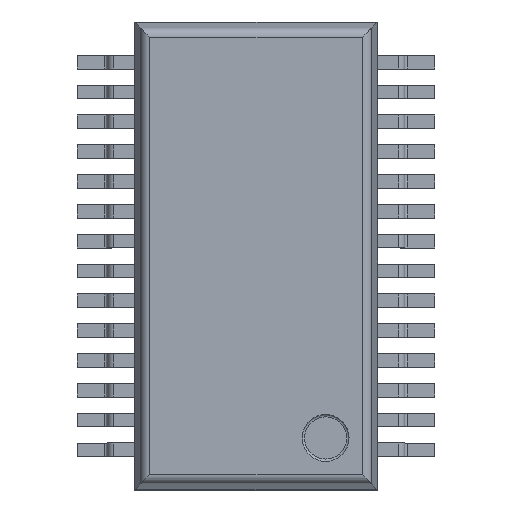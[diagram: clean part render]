
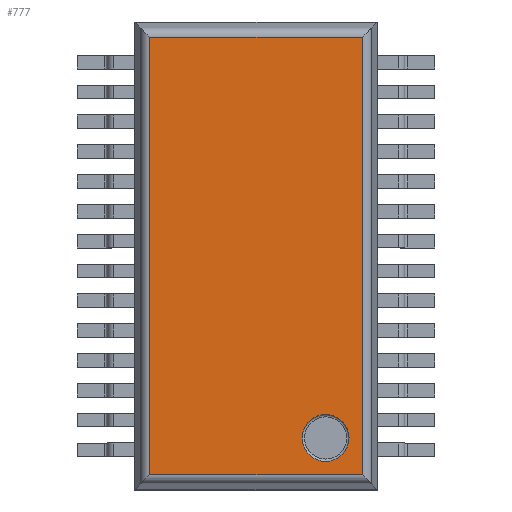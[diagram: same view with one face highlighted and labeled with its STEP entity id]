
A CAD part, top view. The second image highlights one B-rep face of the part: STEP entity #777.
In plain terms, the highlighted face is planar.
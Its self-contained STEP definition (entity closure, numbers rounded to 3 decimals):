
#140=CARTESIAN_POINT('',(1.642,0.0,9.068));
#141=VERTEX_POINT('',#140);
#142=CARTESIAN_POINT('',(1.132,0.0,9.068));
#143=DIRECTION('',(0.0,1.0,0.0));
#144=DIRECTION('',(-1.0,0.0,0.0));
#145=AXIS2_PLACEMENT_3D('',#142,#143,#144);
#146=CIRCLE('',#145,0.51);
#147=EDGE_CURVE('',#141,#141,#146,.T.);
#651=CARTESIAN_POINT('',(4.968,0.0,9.868));
#652=VERTEX_POINT('',#651);
#653=CARTESIAN_POINT('',(4.968,0.0,0.332));
#654=VERTEX_POINT('',#653);
#655=CARTESIAN_POINT('',(4.968,0.0,9.868));
#656=DIRECTION('',(0.0,0.0,-1.0));
#657=VECTOR('',#656,9.536);
#658=LINE('',#655,#657);
#659=EDGE_CURVE('',#652,#654,#658,.T.);
#684=CARTESIAN_POINT('',(0.332,0.0,9.868));
#685=VERTEX_POINT('',#684);
#686=CARTESIAN_POINT('',(0.332,0.0,9.868));
#687=DIRECTION('',(1.0,0.0,0.0));
#688=VECTOR('',#687,4.636);
#689=LINE('',#686,#688);
#690=EDGE_CURVE('',#685,#652,#689,.T.);
#714=CARTESIAN_POINT('',(0.332,0.0,0.332));
#715=VERTEX_POINT('',#714);
#716=CARTESIAN_POINT('',(0.332,0.0,0.332));
#717=DIRECTION('',(0.0,0.0,1.0));
#718=VECTOR('',#717,9.536);
#719=LINE('',#716,#718);
#720=EDGE_CURVE('',#715,#685,#719,.T.);
#739=CARTESIAN_POINT('',(4.968,0.0,0.332));
#740=DIRECTION('',(-1.0,0.0,0.0));
#741=VECTOR('',#740,4.636);
#742=LINE('',#739,#741);
#743=EDGE_CURVE('',#654,#715,#742,.T.);
#763=CARTESIAN_POINT('',(5.3,0.0,0.0));
#764=DIRECTION('',(0.0,-1.0,0.0));
#765=DIRECTION('',(0.0,0.0,-1.0));
#766=AXIS2_PLACEMENT_3D('',#763,#764,#765);
#767=PLANE('',#766);
#768=ORIENTED_EDGE('',*,*,#659,.F.);
#769=ORIENTED_EDGE('',*,*,#690,.F.);
#770=ORIENTED_EDGE('',*,*,#720,.F.);
#771=ORIENTED_EDGE('',*,*,#743,.F.);
#772=EDGE_LOOP('',(#768,#769,#770,#771));
#773=FACE_OUTER_BOUND('',#772,.T.);
#774=ORIENTED_EDGE('',*,*,#147,.T.);
#775=EDGE_LOOP('',(#774));
#776=FACE_BOUND('',#775,.T.);
#777=ADVANCED_FACE('',(#773,#776),#767,.T.);
